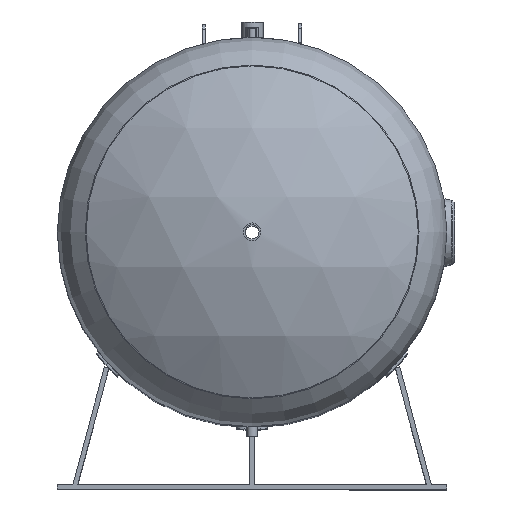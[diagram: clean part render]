
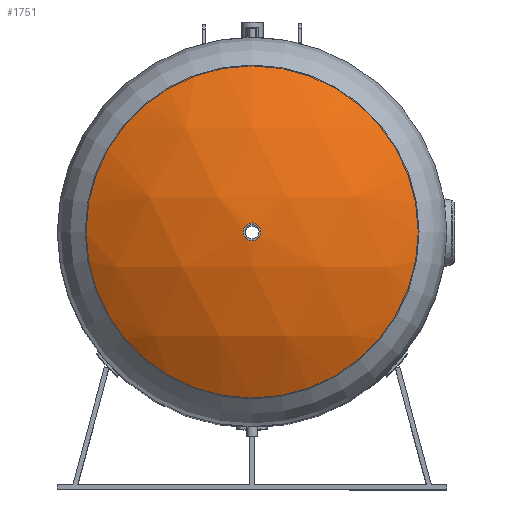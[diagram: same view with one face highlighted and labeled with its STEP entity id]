
A CAD part, top view. The second image highlights one B-rep face of the part: STEP entity #1751.
In plain terms, the highlighted spherical face has radius 1000 mm.
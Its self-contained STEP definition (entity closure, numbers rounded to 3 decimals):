
#82=SPHERICAL_SURFACE('',#1917,1000.);
#416=CIRCLE('',#1910,28.5);
#420=CIRCLE('',#1918,535.604);
#491=FACE_BOUND('',#763,.T.);
#596=FACE_OUTER_BOUND('',#762,.T.);
#762=EDGE_LOOP('',(#1595));
#763=EDGE_LOOP('',(#1596));
#976=VERTEX_POINT('',#5099);
#980=VERTEX_POINT('',#5111);
#1182=EDGE_CURVE('',#976,#976,#416,.T.);
#1186=EDGE_CURVE('',#980,#980,#420,.T.);
#1595=ORIENTED_EDGE('',*,*,#1186,.F.);
#1596=ORIENTED_EDGE('',*,*,#1182,.T.);
#1751=ADVANCED_FACE('',(#596,#491),#82,.T.);
#1910=AXIS2_PLACEMENT_3D('',#5100,#2330,#2331);
#1917=AXIS2_PLACEMENT_3D('',#5110,#2344,#2345);
#1918=AXIS2_PLACEMENT_3D('',#5112,#2346,#2347);
#2330=DIRECTION('center_axis',(0.,-1.,0.));
#2331=DIRECTION('ref_axis',(-1.,0.,0.));
#2344=DIRECTION('center_axis',(0.,0.,1.));
#2345=DIRECTION('ref_axis',(1.,0.,0.));
#2346=DIRECTION('center_axis',(0.,-1.,0.));
#2347=DIRECTION('ref_axis',(1.,0.,0.));
#5099=CARTESIAN_POINT('',(28.5,349.594,0.));
#5100=CARTESIAN_POINT('Origin',(0.,349.594,0.));
#5110=CARTESIAN_POINT('Origin',(0.,-650.,0.));
#5111=CARTESIAN_POINT('',(535.604,194.469,0.));
#5112=CARTESIAN_POINT('Origin',(0.,194.469,0.));
